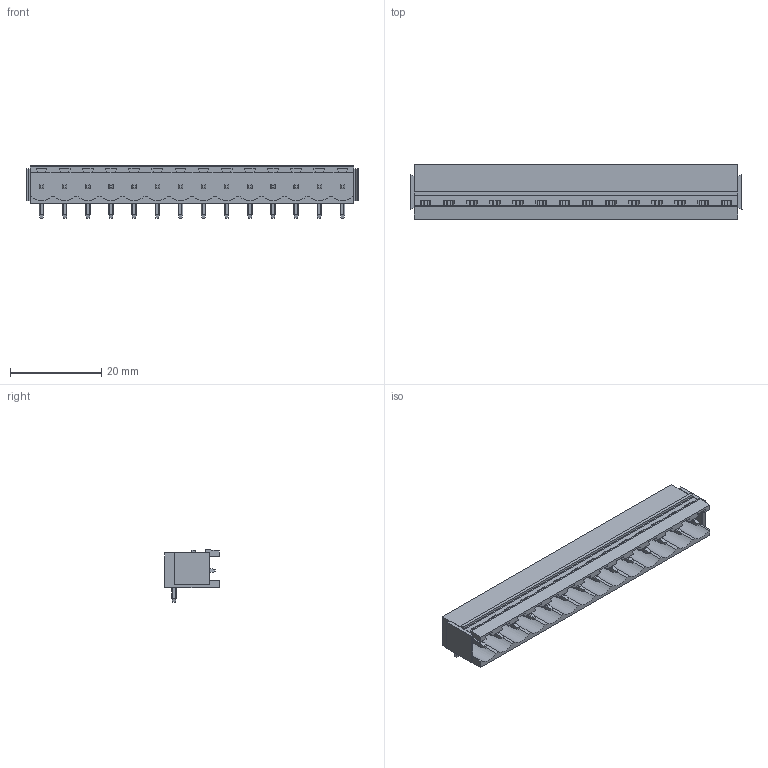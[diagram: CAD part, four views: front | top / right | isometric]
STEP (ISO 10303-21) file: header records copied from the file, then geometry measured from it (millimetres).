
FILE_DESCRIPTION(('CATIA V5 STEP Exchange','CAx-IF Rec.Pracs.--- Model Styling and Organization---1.2---2011-12-15'),'2;1');
FILE_NAME ('D1449416_0', '2018-10-27T09:25:57+00:00', ('none'), ('Weidmueller'), 'CATIA Version 5-6 Release 2014', 'CATIA V5 STEP AP214', 'none');
FILE_SCHEMA(('AUTOMOTIVE_DESIGN { 1 0 10303 214 1 1 1 1 }'));
Length unit declared in the file: millimetre
Products named in the file (1): 1155710000
Bounding box: 72.88 x 12 x 11.63 mm (x, y, z)
Volume: 3331.6 mm3; surface area: 5626.3 mm2
Topology: 15 solids, 15 shells, 719 faces, 1999 edges, 1282 vertices
Faces by surface type: plane 479, cylinder 240
Entity records: 21014 total; most frequent: CARTESIAN_POINT 4735, ORIENTED_EDGE 3998, DIRECTION 2267, EDGE_CURVE 1993, VECTOR 1401, LINE 1401, VERTEX_POINT 1274, EDGE_LOOP 747
